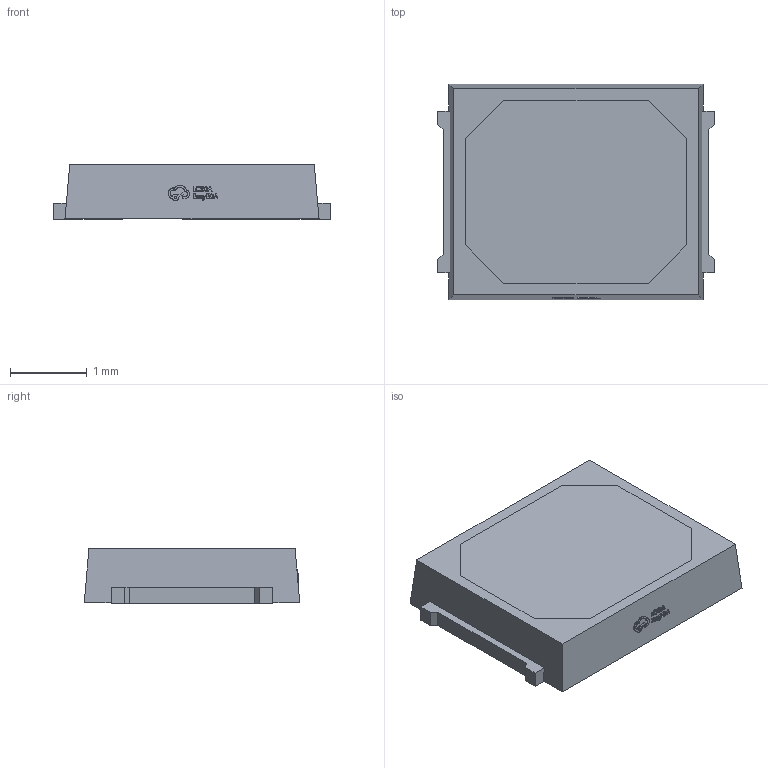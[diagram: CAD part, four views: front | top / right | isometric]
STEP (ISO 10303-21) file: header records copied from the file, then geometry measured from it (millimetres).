
FILE_DESCRIPTION (( 'STEP AP214' ), '1' );
FILE_NAME ('LED-SMD_L3.5-W2.8-H0.7.step', '2022-07-08T12:50:55', ( '' ), ( '' ), 'SwSTEP 2.0', 'SolidWorks 2020', '' );
FILE_SCHEMA (( 'AUTOMOTIVE_DESIGN' ));
Length unit declared in the file: millimetre
Products named in the file (1): LED-SMD_L3.5-W2.8-H0.7
Bounding box: 3.6 x 2.8 x 0.71 mm (x, y, z)
Volume: 6.3 mm3; surface area: 27.4 mm2
Topology: 1 solids, 1 shells, 318 faces, 875 edges, 586 vertices
Faces by surface type: plane 206, bspline 112
Entity records: 14593 total; most frequent: CARTESIAN_POINT 3884, ORIENTED_EDGE 1750, DIRECTION 1061, EDGE_CURVE 875, VECTOR 647, LINE 647, VERTEX_POINT 586, EDGE_LOOP 345
